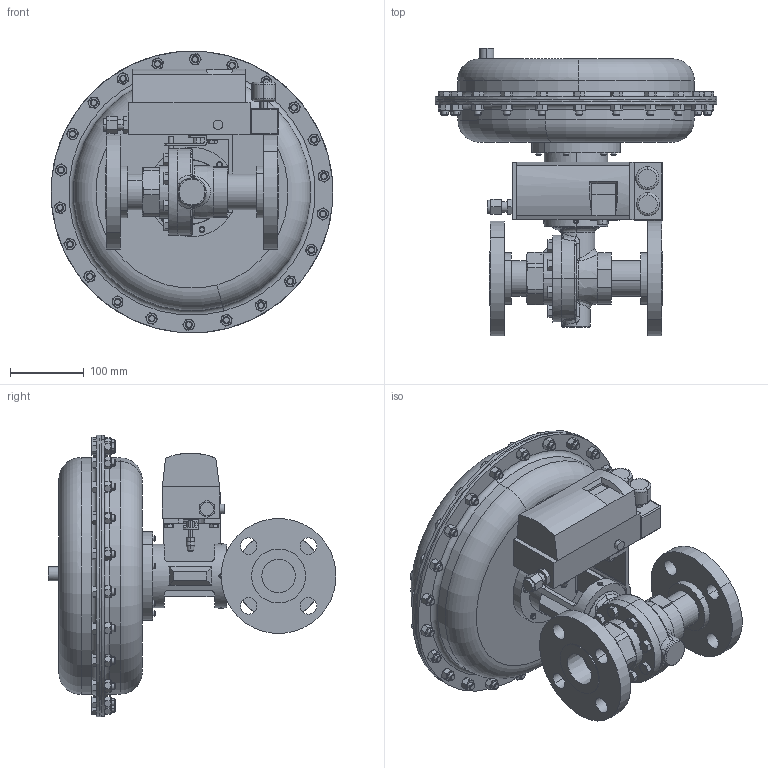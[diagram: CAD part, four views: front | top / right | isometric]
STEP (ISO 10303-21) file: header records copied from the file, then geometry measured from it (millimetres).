
FILE_DESCRIPTION (( 'STEP AP203' ), '1' );
FILE_NAME ('70SP-150-DI+BR-F3-85M-16IQ.STEP', '2017-09-11T19:03:00', ( '' ), ( '' ), 'SwSTEP 2.0', 'SolidWorks 2014', '' );
FILE_SCHEMA (( 'CONFIG_CONTROL_DESIGN' ));
Length unit declared in the file: inch
Products named in the file (1): 70SP-150-DI+BR-F3-85M-16IQ
Bounding box: 380.96 x 388.87 x 380.89 mm (x, y, z)
Volume: 12341027.3 mm3; surface area: 645303.3 mm2
Topology: 1 solids, 1 shells, 1416 faces, 3255 edges, 1953 vertices
Faces by surface type: plane 596, cone 542, cylinder 220, bspline 29, torus 27, sphere 2
Entity records: 45326 total; most frequent: CARTESIAN_POINT 14938, ORIENTED_EDGE 6490, DIRECTION 5951, EDGE_CURVE 3245, AXIS2_PLACEMENT_3D 2401, VERTEX_POINT 1953, EDGE_LOOP 1558, FACE_OUTER_BOUND 1416
